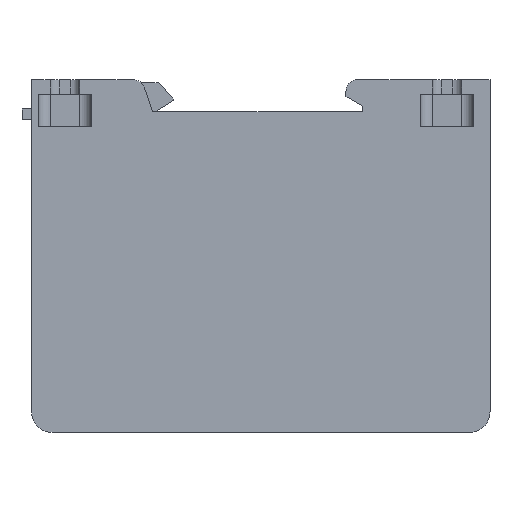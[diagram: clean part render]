
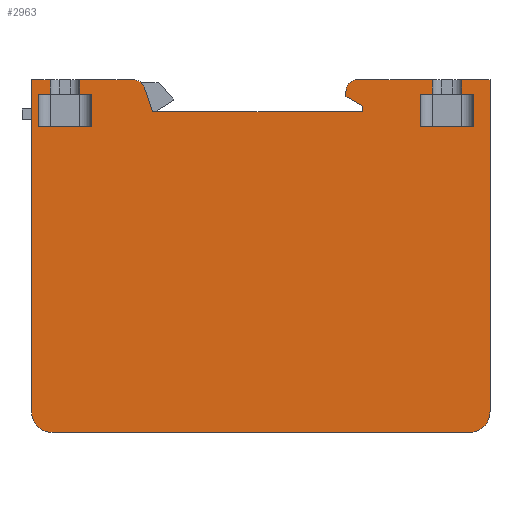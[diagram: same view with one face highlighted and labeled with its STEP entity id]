
A CAD part, front view. The second image highlights one B-rep face of the part: STEP entity #2963.
In plain terms, the highlighted planar face has unit normal (0, -1, 0).
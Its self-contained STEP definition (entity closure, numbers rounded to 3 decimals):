
#511=DIRECTION('',(0.,0.,1.));
#512=VECTOR('',#511,5.5);
#513=CARTESIAN_POINT('',(28.,0.,22.));
#514=LINE('',#513,#512);
#523=DIRECTION('',(-1.,0.,0.));
#524=VECTOR('',#523,9.);
#525=CARTESIAN_POINT('',(37.,0.,22.));
#526=LINE('',#525,#524);
#535=CARTESIAN_POINT('',(-20.895,0.,28.));
#536=DIRECTION('',(0.,1.,0.));
#537=DIRECTION('',(0.,0.,1.));
#538=AXIS2_PLACEMENT_3D('',#535,#536,#537);
#540=DIRECTION('',(0.321,0.,-0.947));
#541=VECTOR('',#540,4.375);
#542=CARTESIAN_POINT('',(-19.001,0.,28.643));
#543=LINE('',#542,#541);
#544=DIRECTION('',(1.,0.,0.));
#545=VECTOR('',#544,35.7);
#546=CARTESIAN_POINT('',(-17.595,0.,24.5));
#547=LINE('',#546,#545);
#548=DIRECTION('',(0.,0.,1.));
#549=VECTOR('',#548,1.);
#550=CARTESIAN_POINT('',(18.105,0.,24.5));
#551=LINE('',#550,#549);
#552=DIRECTION('',(-0.866,0.,0.5));
#553=VECTOR('',#552,3.233);
#554=CARTESIAN_POINT('',(18.105,0.,25.5));
#555=LINE('',#554,#553);
#556=DIRECTION('',(0.,0.,1.));
#557=VECTOR('',#556,0.883);
#558=CARTESIAN_POINT('',(15.305,0.,27.117));
#559=LINE('',#558,#557);
#560=CARTESIAN_POINT('',(17.305,0.,28.));
#561=DIRECTION('',(0.,1.,0.));
#562=DIRECTION('',(-1.,0.,0.));
#563=AXIS2_PLACEMENT_3D('',#560,#561,#562);
#565=DIRECTION('',(1.,0.,0.));
#566=VECTOR('',#565,12.695);
#567=CARTESIAN_POINT('',(17.305,0.,30.));
#568=LINE('',#567,#566);
#569=DIRECTION('',(-1.,0.,0.));
#570=VECTOR('',#569,2.);
#571=CARTESIAN_POINT('',(30.,0.,27.5));
#572=LINE('',#571,#570);
#573=DIRECTION('',(0.,0.,1.));
#574=VECTOR('',#573,5.5);
#575=CARTESIAN_POINT('',(37.,0.,22.));
#576=LINE('',#575,#574);
#577=DIRECTION('',(-1.,0.,0.));
#578=VECTOR('',#577,2.);
#579=CARTESIAN_POINT('',(37.,0.,27.5));
#580=LINE('',#579,#578);
#581=DIRECTION('',(0.,0.,1.));
#582=VECTOR('',#581,2.5);
#583=CARTESIAN_POINT('',(35.,0.,27.5));
#584=LINE('',#583,#582);
#585=DIRECTION('',(1.,0.,0.));
#586=VECTOR('',#585,4.805);
#587=CARTESIAN_POINT('',(35.,0.,30.));
#588=LINE('',#587,#586);
#589=DIRECTION('',(0.,0.,-1.));
#590=VECTOR('',#589,56.5);
#591=CARTESIAN_POINT('',(39.805,0.,30.));
#592=LINE('',#591,#590);
#593=CARTESIAN_POINT('',(36.305,0.,-26.5));
#594=DIRECTION('',(0.,1.,0.));
#595=DIRECTION('',(1.,0.,0.));
#596=AXIS2_PLACEMENT_3D('',#593,#594,#595);
#598=DIRECTION('',(-1.,0.,0.));
#599=VECTOR('',#598,71.);
#600=CARTESIAN_POINT('',(36.305,0.,-30.));
#601=LINE('',#600,#599);
#602=CARTESIAN_POINT('',(-34.695,0.,-26.5));
#603=DIRECTION('',(0.,1.,0.));
#604=DIRECTION('',(0.,0.,-1.));
#605=AXIS2_PLACEMENT_3D('',#602,#603,#604);
#607=DIRECTION('',(1.,0.,0.));
#608=VECTOR('',#607,3.195);
#609=CARTESIAN_POINT('',(-38.195,0.,30.));
#610=LINE('',#609,#608);
#611=DIRECTION('',(1.,0.,0.));
#612=VECTOR('',#611,9.);
#613=CARTESIAN_POINT('',(-37.,0.,22.));
#614=LINE('',#613,#612);
#615=DIRECTION('',(0.,0.,1.));
#616=VECTOR('',#615,5.5);
#617=CARTESIAN_POINT('',(-28.,0.,22.));
#618=LINE('',#617,#616);
#619=DIRECTION('',(0.,0.,1.));
#620=VECTOR('',#619,2.5);
#621=CARTESIAN_POINT('',(-30.,0.,27.5));
#622=LINE('',#621,#620);
#623=DIRECTION('',(1.,0.,0.));
#624=VECTOR('',#623,9.105);
#625=CARTESIAN_POINT('',(-30.,0.,30.));
#626=LINE('',#625,#624);
#1011=DIRECTION('',(0.,0.,-1.));
#1012=VECTOR('',#1011,56.5);
#1013=CARTESIAN_POINT('',(-38.195,0.,30.));
#1014=LINE('',#1013,#1012);
#1245=DIRECTION('',(1.,0.,0.));
#1246=VECTOR('',#1245,2.);
#1247=CARTESIAN_POINT('',(-37.,0.,27.5));
#1248=LINE('',#1247,#1246);
#1271=DIRECTION('',(1.,0.,0.));
#1272=VECTOR('',#1271,2.);
#1273=CARTESIAN_POINT('',(-30.,0.,27.5));
#1274=LINE('',#1273,#1272);
#1295=DIRECTION('',(0.,0.,1.));
#1296=VECTOR('',#1295,5.5);
#1297=CARTESIAN_POINT('',(-37.,0.,22.));
#1298=LINE('',#1297,#1296);
#1307=DIRECTION('',(0.,0.,1.));
#1308=VECTOR('',#1307,2.5);
#1309=CARTESIAN_POINT('',(-35.,0.,27.5));
#1310=LINE('',#1309,#1308);
#1491=DIRECTION('',(0.,0.,1.));
#1492=VECTOR('',#1491,2.5);
#1493=CARTESIAN_POINT('',(30.,0.,27.5));
#1494=LINE('',#1493,#1492);
#1787=CARTESIAN_POINT('',(-37.,0.,27.5));
#1788=VERTEX_POINT('',#1787);
#1789=CARTESIAN_POINT('',(-35.,0.,27.5));
#1790=VERTEX_POINT('',#1789);
#1793=CARTESIAN_POINT('',(-30.,0.,27.5));
#1794=VERTEX_POINT('',#1793);
#1795=CARTESIAN_POINT('',(-28.,0.,27.5));
#1796=VERTEX_POINT('',#1795);
#1867=CARTESIAN_POINT('',(18.105,0.,24.5));
#1868=VERTEX_POINT('',#1867);
#1869=CARTESIAN_POINT('',(-17.595,0.,24.5));
#1870=VERTEX_POINT('',#1869);
#1891=CARTESIAN_POINT('',(-19.001,0.,28.643));
#1892=VERTEX_POINT('',#1891);
#1893=CARTESIAN_POINT('',(-20.895,0.,30.));
#1894=VERTEX_POINT('',#1893);
#1895=CARTESIAN_POINT('',(18.105,0.,25.5));
#1896=VERTEX_POINT('',#1895);
#1897=CARTESIAN_POINT('',(15.305,0.,27.117));
#1898=VERTEX_POINT('',#1897);
#1899=CARTESIAN_POINT('',(15.305,0.,28.));
#1900=VERTEX_POINT('',#1899);
#1901=CARTESIAN_POINT('',(17.305,0.,30.));
#1902=VERTEX_POINT('',#1901);
#1903=CARTESIAN_POINT('',(30.,0.,30.));
#1904=VERTEX_POINT('',#1903);
#1905=CARTESIAN_POINT('',(30.,0.,27.5));
#1906=VERTEX_POINT('',#1905);
#1907=CARTESIAN_POINT('',(28.,0.,27.5));
#1908=VERTEX_POINT('',#1907);
#1909=CARTESIAN_POINT('',(28.,0.,22.));
#1910=VERTEX_POINT('',#1909);
#1911=CARTESIAN_POINT('',(37.,0.,22.));
#1912=VERTEX_POINT('',#1911);
#1913=CARTESIAN_POINT('',(37.,0.,27.5));
#1914=VERTEX_POINT('',#1913);
#1915=CARTESIAN_POINT('',(35.,0.,27.5));
#1916=VERTEX_POINT('',#1915);
#1917=CARTESIAN_POINT('',(35.,0.,30.));
#1918=VERTEX_POINT('',#1917);
#1919=CARTESIAN_POINT('',(39.805,0.,30.));
#1920=VERTEX_POINT('',#1919);
#1921=CARTESIAN_POINT('',(39.805,0.,-26.5));
#1922=VERTEX_POINT('',#1921);
#1923=CARTESIAN_POINT('',(36.305,0.,-30.));
#1924=VERTEX_POINT('',#1923);
#1925=CARTESIAN_POINT('',(-34.695,0.,-30.));
#1926=VERTEX_POINT('',#1925);
#1927=CARTESIAN_POINT('',(-38.195,0.,-26.5));
#1928=VERTEX_POINT('',#1927);
#1929=CARTESIAN_POINT('',(-38.195,0.,30.));
#1930=VERTEX_POINT('',#1929);
#1931=CARTESIAN_POINT('',(-35.,0.,30.));
#1932=VERTEX_POINT('',#1931);
#1933=CARTESIAN_POINT('',(-37.,0.,22.));
#1934=VERTEX_POINT('',#1933);
#1935=CARTESIAN_POINT('',(-28.,0.,22.));
#1936=VERTEX_POINT('',#1935);
#1937=CARTESIAN_POINT('',(-30.,0.,30.));
#1938=VERTEX_POINT('',#1937);
#2901=CARTESIAN_POINT('',(0.,0.,0.));
#2902=DIRECTION('',(0.,1.,0.));
#2903=DIRECTION('',(1.,0.,0.));
#2904=AXIS2_PLACEMENT_3D('',#2901,#2902,#2903);
#2905=PLANE('',#2904);
#2907=ORIENTED_EDGE('',*,*,#2906,.T.);
#2909=ORIENTED_EDGE('',*,*,#2908,.T.);
#2911=ORIENTED_EDGE('',*,*,#2910,.T.);
#2913=ORIENTED_EDGE('',*,*,#2912,.T.);
#2915=ORIENTED_EDGE('',*,*,#2914,.T.);
#2917=ORIENTED_EDGE('',*,*,#2916,.T.);
#2919=ORIENTED_EDGE('',*,*,#2918,.T.);
#2921=ORIENTED_EDGE('',*,*,#2920,.T.);
#2923=ORIENTED_EDGE('',*,*,#2922,.F.);
#2924=ORIENTED_EDGE('',*,*,#2826,.T.);
#2925=ORIENTED_EDGE('',*,*,#2867,.F.);
#2926=ORIENTED_EDGE('',*,*,#2880,.F.);
#2927=ORIENTED_EDGE('',*,*,#2894,.T.);
#2928=ORIENTED_EDGE('',*,*,#2838,.T.);
#2930=ORIENTED_EDGE('',*,*,#2929,.T.);
#2932=ORIENTED_EDGE('',*,*,#2931,.T.);
#2934=ORIENTED_EDGE('',*,*,#2933,.T.);
#2936=ORIENTED_EDGE('',*,*,#2935,.T.);
#2938=ORIENTED_EDGE('',*,*,#2937,.T.);
#2940=ORIENTED_EDGE('',*,*,#2939,.T.);
#2942=ORIENTED_EDGE('',*,*,#2941,.F.);
#2944=ORIENTED_EDGE('',*,*,#2943,.T.);
#2946=ORIENTED_EDGE('',*,*,#2945,.F.);
#2948=ORIENTED_EDGE('',*,*,#2947,.F.);
#2950=ORIENTED_EDGE('',*,*,#2949,.F.);
#2952=ORIENTED_EDGE('',*,*,#2951,.T.);
#2954=ORIENTED_EDGE('',*,*,#2953,.T.);
#2956=ORIENTED_EDGE('',*,*,#2955,.F.);
#2958=ORIENTED_EDGE('',*,*,#2957,.T.);
#2960=ORIENTED_EDGE('',*,*,#2959,.T.);
#2961=EDGE_LOOP('',(#2907,#2909,#2911,#2913,#2915,#2917,#2919,#2921,#2923,#2924,
#2925,#2926,#2927,#2928,#2930,#2932,#2934,#2936,#2938,#2940,#2942,#2944,#2946,
#2948,#2950,#2952,#2954,#2956,#2958,#2960));
#2962=FACE_OUTER_BOUND('',#2961,.F.);
#2963=ADVANCED_FACE('',(#2962),#2905,.F.);
#539=CIRCLE('',#538,2.);
#564=CIRCLE('',#563,2.);
#597=CIRCLE('',#596,3.5);
#606=CIRCLE('',#605,3.5);
#2826=EDGE_CURVE('',#1906,#1908,#572,.T.);
#2838=EDGE_CURVE('',#1914,#1916,#580,.T.);
#2867=EDGE_CURVE('',#1910,#1908,#514,.T.);
#2880=EDGE_CURVE('',#1912,#1910,#526,.T.);
#2894=EDGE_CURVE('',#1912,#1914,#576,.T.);
#2906=EDGE_CURVE('',#1894,#1892,#539,.T.);
#2908=EDGE_CURVE('',#1892,#1870,#543,.T.);
#2910=EDGE_CURVE('',#1870,#1868,#547,.T.);
#2912=EDGE_CURVE('',#1868,#1896,#551,.T.);
#2914=EDGE_CURVE('',#1896,#1898,#555,.T.);
#2916=EDGE_CURVE('',#1898,#1900,#559,.T.);
#2918=EDGE_CURVE('',#1900,#1902,#564,.T.);
#2920=EDGE_CURVE('',#1902,#1904,#568,.T.);
#2922=EDGE_CURVE('',#1906,#1904,#1494,.T.);
#2929=EDGE_CURVE('',#1916,#1918,#584,.T.);
#2931=EDGE_CURVE('',#1918,#1920,#588,.T.);
#2933=EDGE_CURVE('',#1920,#1922,#592,.T.);
#2935=EDGE_CURVE('',#1922,#1924,#597,.T.);
#2937=EDGE_CURVE('',#1924,#1926,#601,.T.);
#2939=EDGE_CURVE('',#1926,#1928,#606,.T.);
#2941=EDGE_CURVE('',#1930,#1928,#1014,.T.);
#2943=EDGE_CURVE('',#1930,#1932,#610,.T.);
#2945=EDGE_CURVE('',#1790,#1932,#1310,.T.);
#2947=EDGE_CURVE('',#1788,#1790,#1248,.T.);
#2949=EDGE_CURVE('',#1934,#1788,#1298,.T.);
#2951=EDGE_CURVE('',#1934,#1936,#614,.T.);
#2953=EDGE_CURVE('',#1936,#1796,#618,.T.);
#2955=EDGE_CURVE('',#1794,#1796,#1274,.T.);
#2957=EDGE_CURVE('',#1794,#1938,#622,.T.);
#2959=EDGE_CURVE('',#1938,#1894,#626,.T.);
